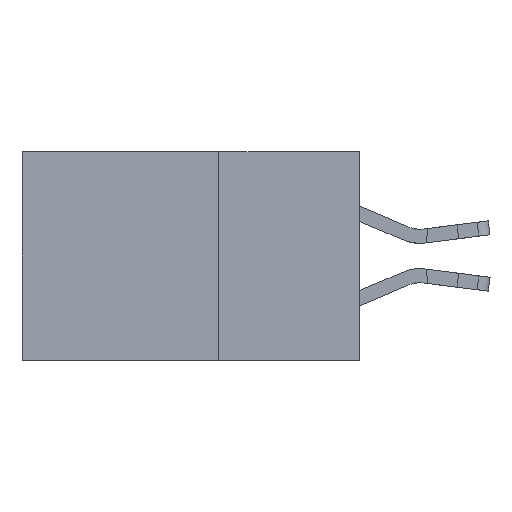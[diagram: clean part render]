
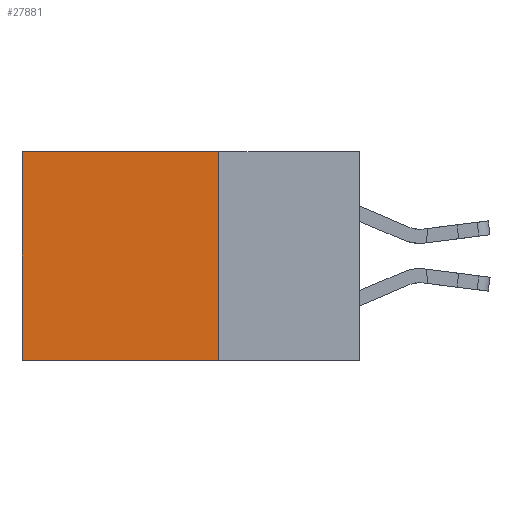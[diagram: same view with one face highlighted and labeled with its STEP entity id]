
A CAD part, left-side view. The second image highlights one B-rep face of the part: STEP entity #27881.
In plain terms, the highlighted planar face has unit normal (-1, 0, 0).
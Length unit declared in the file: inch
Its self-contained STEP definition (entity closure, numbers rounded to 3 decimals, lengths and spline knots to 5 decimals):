
#905 = PLANE ( 'NONE',  #8597 ) ;
#4452 = DIRECTION ( 'NONE',  ( 0., 0., -1. ) ) ;
#6468 = DIRECTION ( 'NONE',  ( 1., 0., 0. ) ) ;
#6752 = VECTOR ( 'NONE', #28225, 39.37008 ) ;
#7774 = DIRECTION ( 'NONE',  ( 0., 0., -1. ) ) ;
#8074 = LINE ( 'NONE', #27992, #6752 ) ;
#8597 = AXIS2_PLACEMENT_3D ( 'NONE', #25840, #6468, #14562 ) ;
#9217 = VERTEX_POINT ( 'NONE', #20533 ) ;
#11181 = VERTEX_POINT ( 'NONE', #33123 ) ;
#11728 = EDGE_CURVE ( 'NONE', #36026, #11181, #25727, .T. ) ;
#12873 = VECTOR ( 'NONE', #4452, 39.37008 ) ;
#13285 = EDGE_CURVE ( 'NONE', #9217, #25660, #20344, .T. ) ;
#14562 = DIRECTION ( 'NONE',  ( 0., 0., -1. ) ) ;
#15622 = FACE_OUTER_BOUND ( 'NONE', #19032, .T. ) ;
#16668 = CARTESIAN_POINT ( 'NONE',  ( 0.2875, 0.6, -0.37 ) ) ;
#16883 = DIRECTION ( 'NONE',  ( 0., 1., 0. ) ) ;
#17751 = CARTESIAN_POINT ( 'NONE',  ( 0.2875, 0.25, 0. ) ) ;
#18267 = VECTOR ( 'NONE', #7774, 39.37008 ) ;
#18287 = CARTESIAN_POINT ( 'NONE',  ( 0.2875, 0.25, 0. ) ) ;
#18963 = LINE ( 'NONE', #22770, #25137 ) ;
#19032 = EDGE_LOOP ( 'NONE', ( #31196, #20223, #35587, #22531 ) ) ;
#20098 = EDGE_CURVE ( 'NONE', #11181, #25660, #8074, .T. ) ;
#20223 = ORIENTED_EDGE ( 'NONE', *, *, #20098, .F. ) ;
#20344 = LINE ( 'NONE', #21237, #12873 ) ;
#20533 = CARTESIAN_POINT ( 'NONE',  ( 0.2875, 0.6, 0. ) ) ;
#21237 = CARTESIAN_POINT ( 'NONE',  ( 0.2875, 0.6, 0. ) ) ;
#22531 = ORIENTED_EDGE ( 'NONE', *, *, #24471, .T. ) ;
#22770 = CARTESIAN_POINT ( 'NONE',  ( 0.2875, 0.25, 0. ) ) ;
#24471 = EDGE_CURVE ( 'NONE', #36026, #9217, #18963, .T. ) ;
#25137 = VECTOR ( 'NONE', #16883, 39.37008 ) ;
#25660 = VERTEX_POINT ( 'NONE', #16668 ) ;
#25727 = LINE ( 'NONE', #17751, #18267 ) ;
#25840 = CARTESIAN_POINT ( 'NONE',  ( 0.2875, 0.25, 0. ) ) ;
#27881 = ADVANCED_FACE ( 'NONE', ( #15622 ), #905, .F. ) ;
#27992 = CARTESIAN_POINT ( 'NONE',  ( 0.2875, 0.25, -0.37 ) ) ;
#28225 = DIRECTION ( 'NONE',  ( 0., 1., 0. ) ) ;
#31196 = ORIENTED_EDGE ( 'NONE', *, *, #13285, .T. ) ;
#33123 = CARTESIAN_POINT ( 'NONE',  ( 0.2875, 0.25, -0.37 ) ) ;
#35587 = ORIENTED_EDGE ( 'NONE', *, *, #11728, .F. ) ;
#36026 = VERTEX_POINT ( 'NONE', #18287 ) ;
